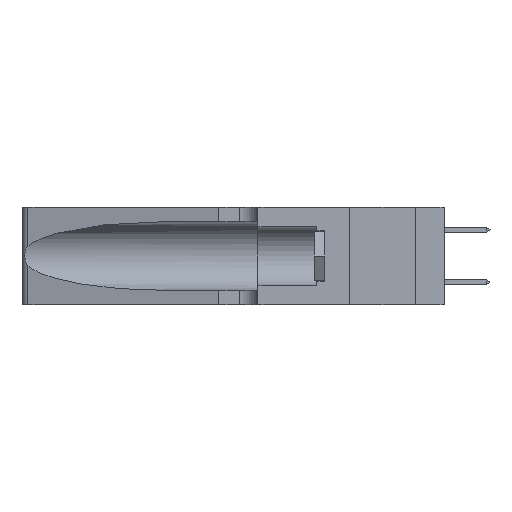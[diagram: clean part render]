
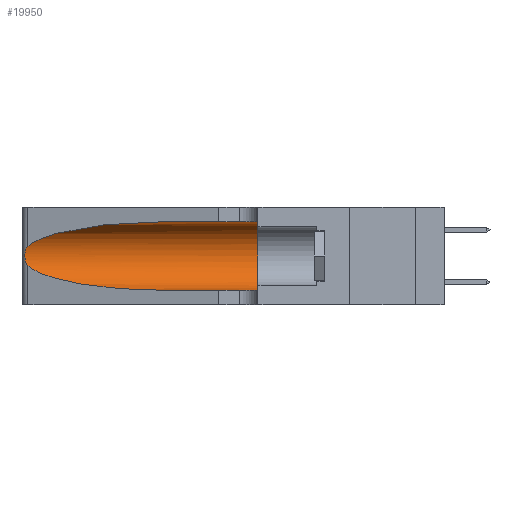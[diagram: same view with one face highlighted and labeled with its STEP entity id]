
A CAD part, left-side view. The second image highlights one B-rep face of the part: STEP entity #19950.
In plain terms, the highlighted cylindrical face has radius 3.308 mm (diameter 6.617 mm), a partial arc.
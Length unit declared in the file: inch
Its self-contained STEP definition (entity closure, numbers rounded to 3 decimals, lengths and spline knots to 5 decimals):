
#537 = CARTESIAN_POINT ( 'NONE',  ( 0.1305, 1.61858, 0.185 ) ) ;
#933 = EDGE_CURVE ( 'NONE', #7232, #24433, #5337, .T. ) ;
#980 = CARTESIAN_POINT ( 'NONE',  ( 0.25487, 1.22718, 0.22369 ) ) ;
#1272 = CARTESIAN_POINT ( 'NONE',  ( 0.25487, 1.22718, 0.22369 ) ) ;
#1532 = CARTESIAN_POINT ( 'NONE',  ( 0.25639, 1.23184, 0.21858 ) ) ;
#1617 = DIRECTION ( 'NONE',  ( 0., 1., 0. ) ) ;
#1690 = VERTEX_POINT ( 'NONE', #21543 ) ;
#2051 = CIRCLE ( 'NONE', #7361, 0.13025 ) ;
#2761 = DIRECTION ( 'NONE',  ( 0., -1., 0. ) ) ;
#3116 = CARTESIAN_POINT ( 'NONE',  ( 0.1305, 0.72297, 0.05475 ) ) ;
#3369 = CARTESIAN_POINT ( 'NONE',  ( 0.1305, 0.72297, 0.05475 ) ) ;
#3719 = CARTESIAN_POINT ( 'NONE',  ( 0.25854, 1.2359, 0.20912 ) ) ;
#3809 = ORIENTED_EDGE ( 'NONE', *, *, #5556, .F. ) ;
#3998 = LINE ( 'NONE', #11760, #14892 ) ;
#4119 = ORIENTED_EDGE ( 'NONE', *, *, #22225, .F. ) ;
#5337 =( BOUNDED_CURVE ( )  B_SPLINE_CURVE ( 3, ( #24806, #8011, #15188, #3369 ),
 .UNSPECIFIED., .F., .F. ) 
 B_SPLINE_CURVE_WITH_KNOTS ( ( 4, 4 ),
 ( 3.44316, 4.71239 ),
 .UNSPECIFIED. ) 
 CURVE ( )  GEOMETRIC_REPRESENTATION_ITEM ( )  RATIONAL_B_SPLINE_CURVE ( ( 1., 0.87, 0.87, 1. ) ) 
 REPRESENTATION_ITEM ( '' )  );
#5473 = CARTESIAN_POINT ( 'NONE',  ( 0.2373, 1.15595, 0.28018 ) ) ;
#5556 = EDGE_CURVE ( 'NONE', #15328, #1690, #3998, .T. ) ;
#5912 = CARTESIAN_POINT ( 'NONE',  ( 0.26075, 1.23896, 0.19203 ) ) ;
#6262 = EDGE_CURVE ( 'NONE', #15328, #23076, #17977, .T. ) ;
#7232 = VERTEX_POINT ( 'NONE', #16547 ) ;
#7361 = AXIS2_PLACEMENT_3D ( 'NONE', #14638, #1617, #16860 ) ;
#7846 = VERTEX_POINT ( 'NONE', #16921 ) ;
#8011 = CARTESIAN_POINT ( 'NONE',  ( 0.2373, 1.15595, 0.08982 ) ) ;
#8087 = CARTESIAN_POINT ( 'NONE',  ( 0.26017, 1.23833, 0.17102 ) ) ;
#8349 = AXIS2_PLACEMENT_3D ( 'NONE', #537, #2761, #18015 ) ;
#10294 = CARTESIAN_POINT ( 'NONE',  ( 0.25789, 1.23486, 0.15765 ) ) ;
#10481 = EDGE_CURVE ( 'NONE', #23076, #7232, #17635, .T. ) ;
#11760 = CARTESIAN_POINT ( 'NONE',  ( 0.1305, 1.61858, 0.31525 ) ) ;
#12113 = CARTESIAN_POINT ( 'NONE',  ( 0.18966, 0.96281, 0.31525 ) ) ;
#12369 = CARTESIAN_POINT ( 'NONE',  ( 0.25487, 1.22718, 0.22369 ) ) ;
#12471 = CARTESIAN_POINT ( 'NONE',  ( 0.25555, 1.22993, 0.14849 ) ) ;
#12581 = ORIENTED_EDGE ( 'NONE', *, *, #17777, .T. ) ;
#14297 = CARTESIAN_POINT ( 'NONE',  ( 0.1305, 0.72297, 0.31525 ) ) ;
#14638 = CARTESIAN_POINT ( 'NONE',  ( 0.1305, 0.35, 0.185 ) ) ;
#14892 = VECTOR ( 'NONE', #22641, 39.37008 ) ;
#15188 = CARTESIAN_POINT ( 'NONE',  ( 0.18966, 0.96281, 0.05475 ) ) ;
#15328 = VERTEX_POINT ( 'NONE', #17217 ) ;
#15742 = VECTOR ( 'NONE', #24836, 39.37008 ) ;
#16049 = ORIENTED_EDGE ( 'NONE', *, *, #10481, .T. ) ;
#16547 = CARTESIAN_POINT ( 'NONE',  ( 0.25487, 1.22718, 0.14631 ) ) ;
#16769 = CARTESIAN_POINT ( 'NONE',  ( 0.25787, 1.23484, 0.2124 ) ) ;
#16860 = DIRECTION ( 'NONE',  ( 0., 0., 1. ) ) ;
#16921 = CARTESIAN_POINT ( 'NONE',  ( 0.1305, 0.35, 0.05475 ) ) ;
#17217 = CARTESIAN_POINT ( 'NONE',  ( 0.1305, 0.72297, 0.31525 ) ) ;
#17306 = ORIENTED_EDGE ( 'NONE', *, *, #933, .T. ) ;
#17635 = B_SPLINE_CURVE_WITH_KNOTS ( 'NONE', 3,
 ( #12369, #25407, #1532, #16769, #3719, #18976, #5912, #21150, #8087, #23335, #10294, #25505, #12471, #27665 ),
 .UNSPECIFIED., .F., .F.,
 ( 4, 2, 2, 2, 2, 2, 4 ),
 ( 0., 0.00027, 0.00053, 0.00107, 0.0016, 0.00187, 0.00214 ),
 .UNSPECIFIED. ) ;
#17777 = EDGE_CURVE ( 'NONE', #24433, #7846, #21570, .T. ) ;
#17977 =( BOUNDED_CURVE ( )  B_SPLINE_CURVE ( 3, ( #14297, #12113, #5473, #1272 ),
 .UNSPECIFIED., .F., .T. ) 
 B_SPLINE_CURVE_WITH_KNOTS ( ( 4, 4 ),
 ( 1.5708, 2.84003 ),
 .UNSPECIFIED. ) 
 CURVE ( )  GEOMETRIC_REPRESENTATION_ITEM ( )  RATIONAL_B_SPLINE_CURVE ( ( 1., 0.87, 0.87, 1. ) ) 
 REPRESENTATION_ITEM ( '' )  );
#18015 = DIRECTION ( 'NONE',  ( 0., 0., -1. ) ) ;
#18514 = ORIENTED_EDGE ( 'NONE', *, *, #6262, .T. ) ;
#18976 = CARTESIAN_POINT ( 'NONE',  ( 0.26018, 1.23835, 0.19895 ) ) ;
#19950 = ADVANCED_FACE ( 'NONE', ( #22780 ), #27859, .F. ) ;
#20497 = CARTESIAN_POINT ( 'NONE',  ( 0.1305, 1.61858, 0.05475 ) ) ;
#21150 = CARTESIAN_POINT ( 'NONE',  ( 0.26075, 1.23896, 0.178 ) ) ;
#21543 = CARTESIAN_POINT ( 'NONE',  ( 0.1305, 0.35, 0.31525 ) ) ;
#21570 = LINE ( 'NONE', #20497, #15742 ) ;
#22225 = EDGE_CURVE ( 'NONE', #1690, #7846, #2051, .T. ) ;
#22625 = EDGE_LOOP ( 'NONE', ( #18514, #16049, #17306, #12581, #4119, #3809 ) ) ;
#22641 = DIRECTION ( 'NONE',  ( 0., -1., 0. ) ) ;
#22780 = FACE_OUTER_BOUND ( 'NONE', #22625, .T. ) ;
#23076 = VERTEX_POINT ( 'NONE', #980 ) ;
#23335 = CARTESIAN_POINT ( 'NONE',  ( 0.25856, 1.23593, 0.16098 ) ) ;
#24433 = VERTEX_POINT ( 'NONE', #3116 ) ;
#24806 = CARTESIAN_POINT ( 'NONE',  ( 0.25487, 1.22718, 0.14631 ) ) ;
#24836 = DIRECTION ( 'NONE',  ( 0., -1., 0. ) ) ;
#25407 = CARTESIAN_POINT ( 'NONE',  ( 0.25555, 1.22994, 0.2215 ) ) ;
#25505 = CARTESIAN_POINT ( 'NONE',  ( 0.25639, 1.23186, 0.15144 ) ) ;
#27665 = CARTESIAN_POINT ( 'NONE',  ( 0.25487, 1.22718, 0.14631 ) ) ;
#27859 = CYLINDRICAL_SURFACE ( 'NONE', #8349, 0.13025 ) ;
